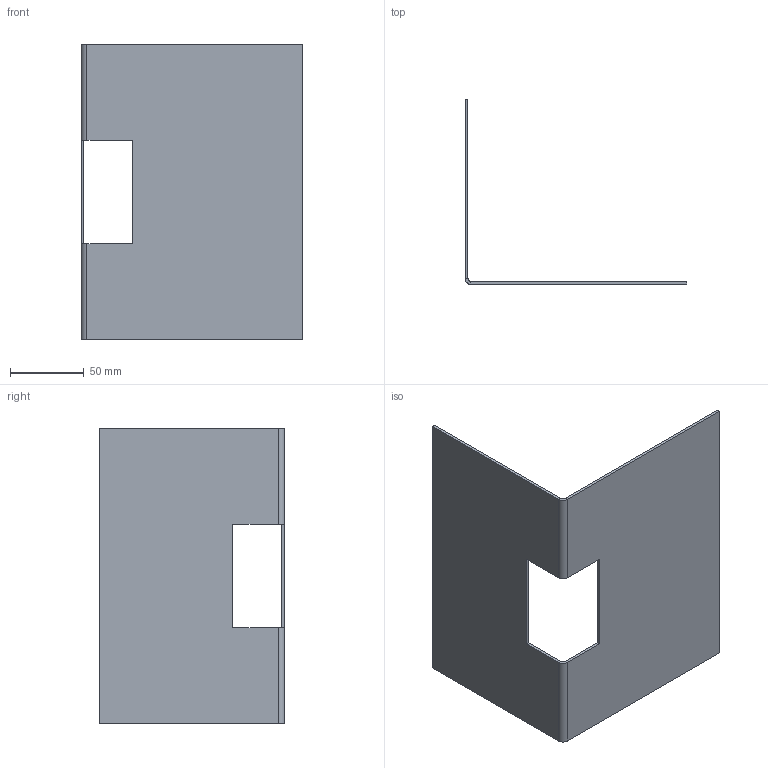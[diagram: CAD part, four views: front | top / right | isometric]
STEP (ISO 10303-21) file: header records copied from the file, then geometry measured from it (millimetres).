
FILE_DESCRIPTION(/* description */ (''),/* implementation_level */ '2;1');
FILE_NAME(/* name */ 'RP_1.step',/* time_stamp */ '2024-10-14T13:26:31+05:30',/* author */ (''),/* organization */ (''),/* preprocessor_version */ 'ST-DEVELOPER v20',/* originating_system */ 'Autodesk Translation Framework v13.20.0.188',/* authorisation */ '');
FILE_SCHEMA (('AUTOMOTIVE_DESIGN { 1 0 10303 214 3 1 1 }'));
Length unit declared in the file: millimetre
Products named in the file (1): Untitled
Bounding box: 150 x 125 x 200 mm (x, y, z)
Volume: 99345.2 mm3; surface area: 101778.9 mm2
Topology: 1 solids, 1 shells, 20 faces, 52 edges, 32 vertices
Faces by surface type: plane 16, cylinder 4
Entity records: 637 total; most frequent: CARTESIAN_POINT 105, ORIENTED_EDGE 104, DIRECTION 102, EDGE_CURVE 52, LINE 44, VECTOR 44, VERTEX_POINT 32, AXIS2_PLACEMENT_3D 29
